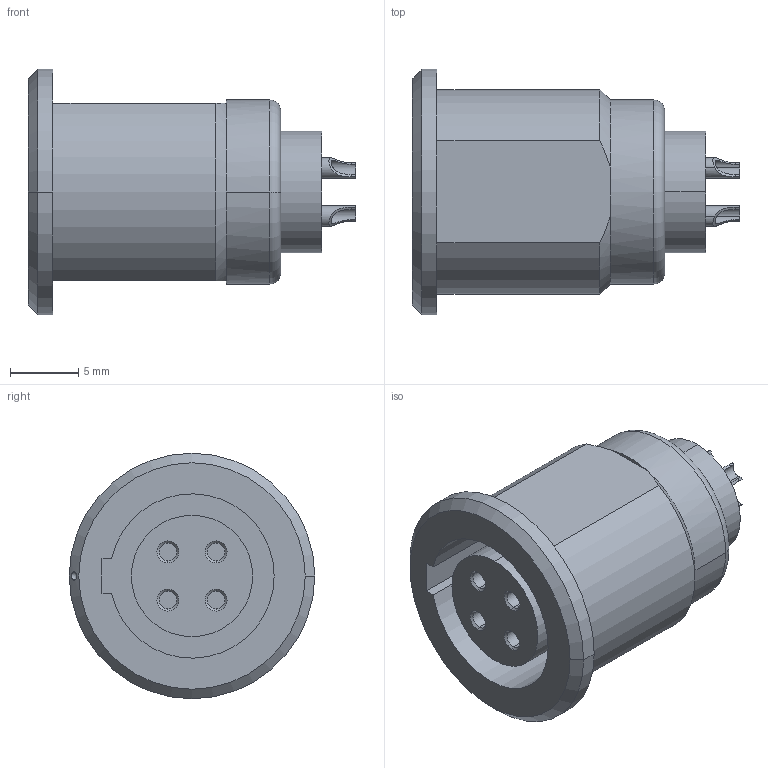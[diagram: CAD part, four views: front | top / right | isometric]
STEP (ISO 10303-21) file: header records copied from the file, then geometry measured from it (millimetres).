
FILE_DESCRIPTION((''),'2;1');
FILE_NAME('G12L0C-P04L','2013-01-28T',('rtrager'),(''),'PRO/ENGINEER BY PARAMETRIC TECHNOLOGY CORPORATION, 2010330','PRO/ENGINEER BY PARAMETRIC TECHNOLOGY CORPORATION, 2010330','');
FILE_SCHEMA(('CONFIG_CONTROL_DESIGN'));
Length unit declared in the file: millimetre
Products named in the file (1): G12L0C-P04L
Bounding box: 24 x 18 x 18 mm (x, y, z)
Volume: 2544.9 mm3; surface area: 2437.4 mm2
Topology: 1 solids, 1 shells, 97 faces, 237 edges, 149 vertices
Faces by surface type: cylinder 43, plane 29, cone 12, torus 6, bspline 6, sphere 1
Entity records: 3475 total; most frequent: CARTESIAN_POINT 1135, DIRECTION 502, ORIENTED_EDGE 470, EDGE_CURVE 235, AXIS2_PLACEMENT_3D 205, VERTEX_POINT 149, CIRCLE 114, EDGE_LOOP 106
